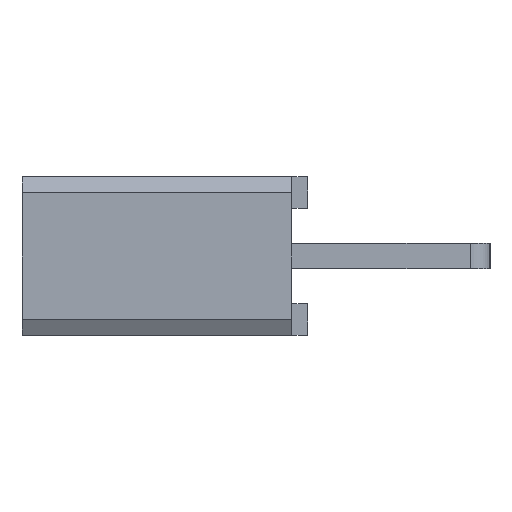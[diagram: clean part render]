
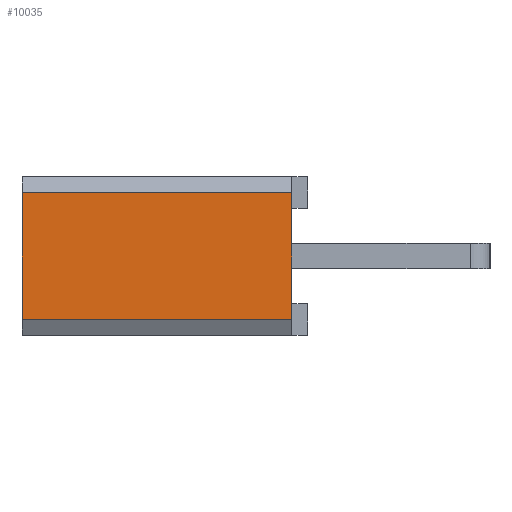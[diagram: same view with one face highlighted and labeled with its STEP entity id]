
A CAD part, left-side view. The second image highlights one B-rep face of the part: STEP entity #10035.
In plain terms, the highlighted planar face has unit normal (-1, 0, 0).
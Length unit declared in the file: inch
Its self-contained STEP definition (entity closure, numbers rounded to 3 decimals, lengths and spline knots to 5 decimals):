
#1207 = CARTESIAN_POINT ( 'NONE',  ( -0.45, 0.18, 0.04 ) ) ;
#1208 = DIRECTION ( 'NONE',  ( 0., 0., 1. ) ) ;
#1209 = VECTOR ( 'NONE', #1208, 39.37008 ) ;
#1210 = CARTESIAN_POINT ( 'NONE',  ( -0.45, 0.18, -0.05 ) ) ;
#1211 = LINE ( 'NONE', #1210, #1209 ) ;
#1630 = CARTESIAN_POINT ( 'NONE',  ( -0.45, 0.18, -0.04 ) ) ;
#2656 = FACE_OUTER_BOUND ( 'NONE', #10036, .T. ) ;
#2804 = DIRECTION ( 'NONE',  ( 0., 1., 0. ) ) ;
#2805 = VECTOR ( 'NONE', #2804, 39.37008 ) ;
#2806 = CARTESIAN_POINT ( 'NONE',  ( -0.45, 0., 0.04 ) ) ;
#2807 = LINE ( 'NONE', #2806, #2805 ) ;
#2864 = PLANE ( 'NONE',  #2879 ) ;
#2879 = AXIS2_PLACEMENT_3D ( 'NONE', #2977, #3046, #2936 ) ;
#2936 = DIRECTION ( 'NONE',  ( 0., 0., -1. ) ) ;
#2973 = CARTESIAN_POINT ( 'NONE',  ( -0.45, 0., -0.04 ) ) ;
#2974 = LINE ( 'NONE', #2973, #3041 ) ;
#2977 = CARTESIAN_POINT ( 'NONE',  ( -0.45, 0.18, -0.05 ) ) ;
#3040 = DIRECTION ( 'NONE',  ( 0., 1., 0. ) ) ;
#3041 = VECTOR ( 'NONE', #3040, 39.37008 ) ;
#3046 = DIRECTION ( 'NONE',  ( 1., 0., 0. ) ) ;
#8488 = CARTESIAN_POINT ( 'NONE',  ( -0.45, 0.01, -0.04 ) ) ;
#8489 = DIRECTION ( 'NONE',  ( 0., 0., -1. ) ) ;
#8490 = VECTOR ( 'NONE', #8489, 39.37008 ) ;
#8491 = CARTESIAN_POINT ( 'NONE',  ( -0.45, 0.01, -0.03 ) ) ;
#8492 = LINE ( 'NONE', #8491, #8490 ) ;
#8493 = CARTESIAN_POINT ( 'NONE',  ( -0.45, 0.01, 0.04 ) ) ;
#9469 = EDGE_CURVE ( 'NONE', #9743, #9470, #1211, .T. ) ;
#9470 = VERTEX_POINT ( 'NONE', #1207 ) ;
#9743 = VERTEX_POINT ( 'NONE', #1630 ) ;
#10012 = ORIENTED_EDGE ( 'NONE', *, *, #10013, .T. ) ;
#10013 = EDGE_CURVE ( 'NONE', #12561, #9470, #2807, .T. ) ;
#10035 = ADVANCED_FACE ( 'NONE', ( #2656 ), #2864, .F. ) ;
#10036 = EDGE_LOOP ( 'NONE', ( #10037, #10039, #10012, #10141 ) ) ;
#10037 = ORIENTED_EDGE ( 'NONE', *, *, #10038, .F. ) ;
#10038 = EDGE_CURVE ( 'NONE', #12564, #9743, #2974, .T. ) ;
#10039 = ORIENTED_EDGE ( 'NONE', *, *, #12563, .F. ) ;
#10141 = ORIENTED_EDGE ( 'NONE', *, *, #9469, .F. ) ;
#12561 = VERTEX_POINT ( 'NONE', #8493 ) ;
#12563 = EDGE_CURVE ( 'NONE', #12561, #12564, #8492, .T. ) ;
#12564 = VERTEX_POINT ( 'NONE', #8488 ) ;
